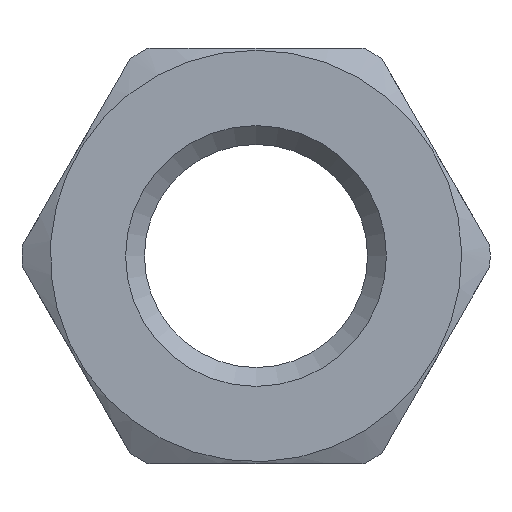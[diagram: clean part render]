
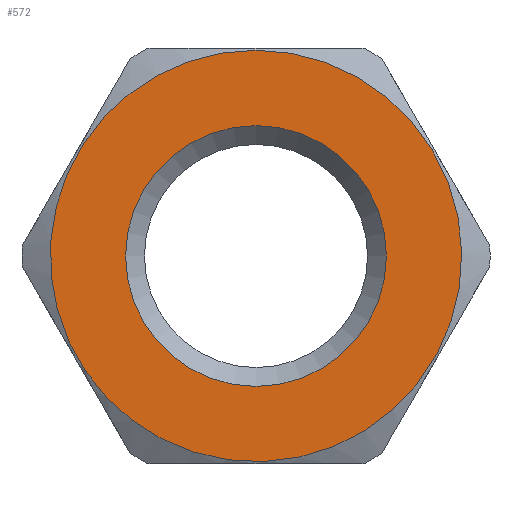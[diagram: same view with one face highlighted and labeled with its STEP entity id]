
A CAD part, left-side view. The second image highlights one B-rep face of the part: STEP entity #572.
In plain terms, the highlighted planar face has unit normal (-1, 0, 0).
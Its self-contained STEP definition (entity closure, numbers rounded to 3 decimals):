
#74=ORIENTED_EDGE('',*,*,#174,.T.);
#75=ORIENTED_EDGE('',*,*,#175,.T.);
#174=EDGE_CURVE('',#224,#224,#262,.F.);
#175=EDGE_CURVE('',#225,#225,#263,.T.);
#224=VERTEX_POINT('',#780);
#225=VERTEX_POINT('',#782);
#262=CIRCLE('',#605,6.91);
#263=CIRCLE('',#606,10.9);
#288=EDGE_LOOP('',(#74));
#289=EDGE_LOOP('',(#75));
#330=FACE_BOUND('',#288,.T.);
#331=FACE_BOUND('',#289,.T.);
#372=PLANE('',#604);
#572=ADVANCED_FACE('',(#330,#331),#372,.T.);
#604=AXIS2_PLACEMENT_3D('',#778,#659,#660);
#605=AXIS2_PLACEMENT_3D('',#779,#661,#662);
#606=AXIS2_PLACEMENT_3D('',#781,#663,#664);
#659=DIRECTION('',(-1.,0.,0.));
#660=DIRECTION('',(0.,0.,1.));
#661=DIRECTION('',(-1.,0.,0.));
#662=DIRECTION('',(0.,0.,1.));
#663=DIRECTION('',(-1.,0.,0.));
#664=DIRECTION('',(0.,0.,1.));
#778=CARTESIAN_POINT('',(0.,0.,0.));
#779=CARTESIAN_POINT('',(0.,0.,0.));
#780=CARTESIAN_POINT('',(0.,0.,6.91));
#781=CARTESIAN_POINT('',(0.,0.,0.));
#782=CARTESIAN_POINT('',(0.,0.,10.9));
